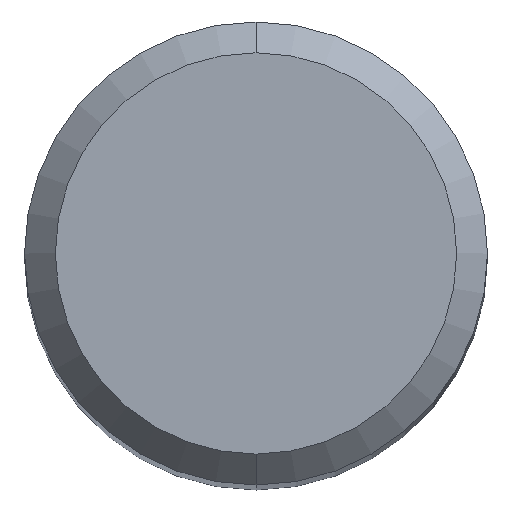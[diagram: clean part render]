
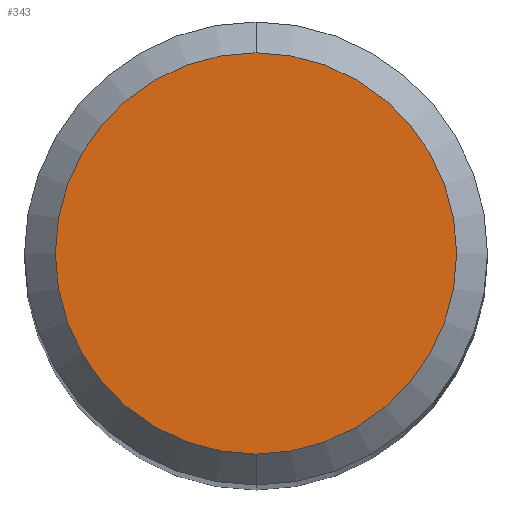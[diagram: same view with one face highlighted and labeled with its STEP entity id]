
A CAD part, top view. The second image highlights one B-rep face of the part: STEP entity #343.
In plain terms, the highlighted planar face has unit normal (0, 0, 1).
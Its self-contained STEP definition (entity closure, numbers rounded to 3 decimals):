
#343=ADVANCED_FACE('',(#962),#963,.T.);
#371=VERTEX_POINT('',#992);
#515=EDGE_CURVE('',#371,#703,#1147,.T.);
#703=VERTEX_POINT('',#1357);
#927=EDGE_CURVE('',#703,#371,#1602,.T.);
#962=FACE_OUTER_BOUND('',#1653,.T.);
#963=PLANE('',#1654);
#992=CARTESIAN_POINT('',(0.,-2.6,0.0));
#1147=CIRCLE('',#2596,2.6);
#1357=CARTESIAN_POINT('',(0.0,2.6,0.0));
#1602=CIRCLE('',#9521,2.6);
#1653=EDGE_LOOP('',(#9538,#9539));
#1654=AXIS2_PLACEMENT_3D('',#9540,#9541,#9542);
#2596=AXIS2_PLACEMENT_3D('',#9689,#9690,#9691);
#9521=AXIS2_PLACEMENT_3D('',#10204,#10205,#10206);
#9538=ORIENTED_EDGE('',*,*,#927,.F.);
#9539=ORIENTED_EDGE('',*,*,#515,.F.);
#9540=CARTESIAN_POINT('',(0.0,1.3,0.0));
#9541=DIRECTION('',(-0.0,0.0,1.0));
#9542=DIRECTION('',(0.0,-1.0,0.0));
#9689=CARTESIAN_POINT('',(0.0,0.0,0.0));
#9690=DIRECTION('',(0.0,0.0,-1.0));
#9691=DIRECTION('',(0.0,1.0,0.0));
#10204=CARTESIAN_POINT('',(0.0,0.0,0.0));
#10205=DIRECTION('',(0.0,0.0,-1.0));
#10206=DIRECTION('',(0.0,1.0,0.0));
